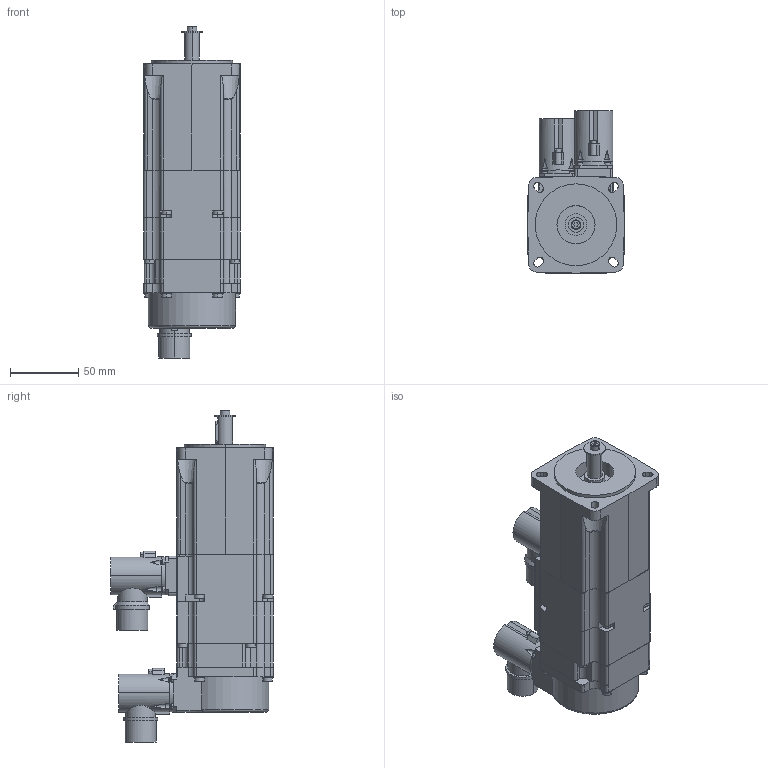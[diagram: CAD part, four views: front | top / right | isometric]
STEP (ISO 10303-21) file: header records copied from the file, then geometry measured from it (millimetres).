
FILE_DESCRIPTION((''),'2;1');
FILE_NAME('servomotor_nx310eap7301','2005-06-13T',(''),('Trace Parts SA'),'PRO/ENGINEER BY PARAMETRIC TECHNOLOGY CORPORATION, Y2K Compliant','PRO/ENGINEER BY PARAMETRIC TECHNOLOGY CORPORATION, Y2K Compliant','');
FILE_SCHEMA(('CONFIG_CONTROL_DESIGN'));
Length unit declared in the file: millimetre
Products named in the file (6): SERVOMOTOR_NX310EAP7301_01; SERVOMOTOR_NX310EAP7301_02; SERVOMOTOR_NX310EAP7301_03; SERVOMOTOR_NX310EAP7301_04; SERVOMOTOR_NX310EAP7301_05; servomotor_nx310eap7301
Assembly tree (5 placements, depth 2):
  servomotor_nx310eap7301
    SERVOMOTOR_NX310EAP7301_01
    SERVOMOTOR_NX310EAP7301_02
    SERVOMOTOR_NX310EAP7301_03
    SERVOMOTOR_NX310EAP7301_04
    SERVOMOTOR_NX310EAP7301_05
Bounding box: 71 x 119.5 x 243.8 mm (x, y, z)
Volume: 912062.4 mm3; surface area: 86181.6 mm2
Topology: 5 solids, 5 shells, 1154 faces, 3172 edges, 2049 vertices
Faces by surface type: cylinder 602, plane 375, cone 114, torus 43, bspline 20
Entity records: 43373 total; most frequent: CARTESIAN_POINT 13979, ORIENTED_EDGE 6244, DIRECTION 6205, EDGE_CURVE 3122, AXIS2_PLACEMENT_3D 2449, VERTEX_POINT 2049, VECTOR 1307, LINE 1307
